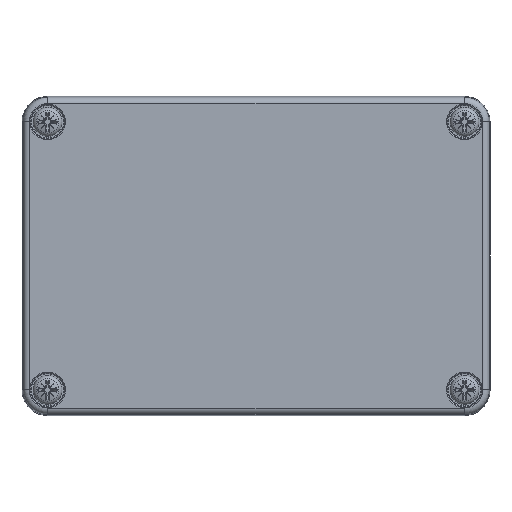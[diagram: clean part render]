
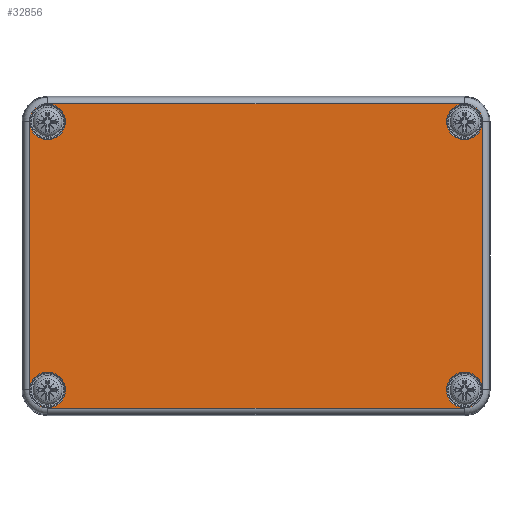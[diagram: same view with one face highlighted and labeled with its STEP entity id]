
A CAD part, top view. The second image highlights one B-rep face of the part: STEP entity #32856.
In plain terms, the highlighted face is planar.
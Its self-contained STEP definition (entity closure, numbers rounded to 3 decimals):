
#32713=CARTESIAN_POINT('',(-53.2,31.5,-15.0));
#32714=VERTEX_POINT('',#32713);
#32715=CARTESIAN_POINT('',(-49.,31.5,-15.0));
#32716=DIRECTION('',(0.0,0.0,-1.0));
#32717=DIRECTION('',(1.0,0.0,0.0));
#32718=AXIS2_PLACEMENT_3D('',#32715,#32716,#32717);
#32719=CIRCLE('',#32718,4.2);
#32720=EDGE_CURVE('',#32714,#32714,#32719,.T.);
#32745=CARTESIAN_POINT('',(0.,0.,-15.0));
#32746=DIRECTION('',(0.0,0.0,1.0));
#32747=DIRECTION('',(1.0,0.0,0.0));
#32748=AXIS2_PLACEMENT_3D('',#32745,#32746,#32747);
#32749=PLANE('',#32748);
#32750=CARTESIAN_POINT('',(53.264,-31.5,-15.0));
#32751=VERTEX_POINT('',#32750);
#32752=CARTESIAN_POINT('',(53.264,31.5,-15.0));
#32753=VERTEX_POINT('',#32752);
#32754=CARTESIAN_POINT('',(53.264,-31.5,-15.0));
#32755=DIRECTION('',(0.0,1.0,0.0));
#32756=VECTOR('',#32755,63.);
#32757=LINE('',#32754,#32756);
#32758=EDGE_CURVE('',#32751,#32753,#32757,.T.);
#32759=ORIENTED_EDGE('',*,*,#32758,.F.);
#32760=CARTESIAN_POINT('',(49.,-35.764,-15.0));
#32761=VERTEX_POINT('',#32760);
#32762=CARTESIAN_POINT('',(49.,-31.5,-15.0));
#32763=DIRECTION('',(0.0,0.0,1.0));
#32764=DIRECTION('',(0.707,-0.707,0.0));
#32765=AXIS2_PLACEMENT_3D('',#32762,#32763,#32764);
#32766=CIRCLE('',#32765,4.264);
#32767=EDGE_CURVE('',#32761,#32751,#32766,.T.);
#32768=ORIENTED_EDGE('',*,*,#32767,.F.);
#32769=CARTESIAN_POINT('',(-49.,-35.764,-15.0));
#32770=VERTEX_POINT('',#32769);
#32771=CARTESIAN_POINT('',(-49.,-35.764,-15.0));
#32772=DIRECTION('',(1.0,0.0,0.0));
#32773=VECTOR('',#32772,98.);
#32774=LINE('',#32771,#32773);
#32775=EDGE_CURVE('',#32770,#32761,#32774,.T.);
#32776=ORIENTED_EDGE('',*,*,#32775,.F.);
#32777=CARTESIAN_POINT('',(-53.264,-31.5,-15.0));
#32778=VERTEX_POINT('',#32777);
#32779=CARTESIAN_POINT('',(-49.,-31.5,-15.0));
#32780=DIRECTION('',(0.0,0.0,1.0));
#32781=DIRECTION('',(-0.707,-0.707,0.0));
#32782=AXIS2_PLACEMENT_3D('',#32779,#32780,#32781);
#32783=CIRCLE('',#32782,4.264);
#32784=EDGE_CURVE('',#32778,#32770,#32783,.T.);
#32785=ORIENTED_EDGE('',*,*,#32784,.F.);
#32786=CARTESIAN_POINT('',(-53.264,31.5,-15.0));
#32787=VERTEX_POINT('',#32786);
#32788=CARTESIAN_POINT('',(-53.264,31.5,-15.0));
#32789=DIRECTION('',(0.0,-1.0,0.0));
#32790=VECTOR('',#32789,63.);
#32791=LINE('',#32788,#32790);
#32792=EDGE_CURVE('',#32787,#32778,#32791,.T.);
#32793=ORIENTED_EDGE('',*,*,#32792,.F.);
#32794=CARTESIAN_POINT('',(-49.,35.764,-15.0));
#32795=VERTEX_POINT('',#32794);
#32796=CARTESIAN_POINT('',(-49.,31.5,-15.0));
#32797=DIRECTION('',(0.0,0.0,1.0));
#32798=DIRECTION('',(-0.707,0.707,0.0));
#32799=AXIS2_PLACEMENT_3D('',#32796,#32797,#32798);
#32800=CIRCLE('',#32799,4.264);
#32801=EDGE_CURVE('',#32795,#32787,#32800,.T.);
#32802=ORIENTED_EDGE('',*,*,#32801,.F.);
#32803=CARTESIAN_POINT('',(49.,35.764,-15.0));
#32804=VERTEX_POINT('',#32803);
#32805=CARTESIAN_POINT('',(49.,35.764,-15.0));
#32806=DIRECTION('',(-1.0,0.0,0.0));
#32807=VECTOR('',#32806,98.);
#32808=LINE('',#32805,#32807);
#32809=EDGE_CURVE('',#32804,#32795,#32808,.T.);
#32810=ORIENTED_EDGE('',*,*,#32809,.F.);
#32811=CARTESIAN_POINT('',(49.,31.5,-15.0));
#32812=DIRECTION('',(0.0,0.0,1.0));
#32813=DIRECTION('',(0.707,0.707,0.0));
#32814=AXIS2_PLACEMENT_3D('',#32811,#32812,#32813);
#32815=CIRCLE('',#32814,4.264);
#32816=EDGE_CURVE('',#32753,#32804,#32815,.T.);
#32817=ORIENTED_EDGE('',*,*,#32816,.F.);
#32818=EDGE_LOOP('',(#32759,#32768,#32776,#32785,#32793,#32802,#32810,#32817));
#32819=FACE_OUTER_BOUND('',#32818,.T.);
#32820=CARTESIAN_POINT('',(44.8,31.5,-15.0));
#32821=VERTEX_POINT('',#32820);
#32822=CARTESIAN_POINT('',(49.,31.5,-15.0));
#32823=DIRECTION('',(0.0,0.0,-1.0));
#32824=DIRECTION('',(1.0,0.0,0.0));
#32825=AXIS2_PLACEMENT_3D('',#32822,#32823,#32824);
#32826=CIRCLE('',#32825,4.2);
#32827=EDGE_CURVE('',#32821,#32821,#32826,.T.);
#32828=ORIENTED_EDGE('',*,*,#32827,.F.);
#32829=EDGE_LOOP('',(#32828));
#32830=FACE_BOUND('',#32829,.T.);
#32831=CARTESIAN_POINT('',(-53.2,-31.5,-15.0));
#32832=VERTEX_POINT('',#32831);
#32833=CARTESIAN_POINT('',(-49.,-31.5,-15.0));
#32834=DIRECTION('',(0.0,0.0,-1.0));
#32835=DIRECTION('',(1.0,0.0,0.0));
#32836=AXIS2_PLACEMENT_3D('',#32833,#32834,#32835);
#32837=CIRCLE('',#32836,4.2);
#32838=EDGE_CURVE('',#32832,#32832,#32837,.T.);
#32839=ORIENTED_EDGE('',*,*,#32838,.F.);
#32840=EDGE_LOOP('',(#32839));
#32841=FACE_BOUND('',#32840,.T.);
#32842=CARTESIAN_POINT('',(44.8,-31.5,-15.0));
#32843=VERTEX_POINT('',#32842);
#32844=CARTESIAN_POINT('',(49.,-31.5,-15.0));
#32845=DIRECTION('',(0.0,0.0,-1.0));
#32846=DIRECTION('',(1.0,0.0,0.0));
#32847=AXIS2_PLACEMENT_3D('',#32844,#32845,#32846);
#32848=CIRCLE('',#32847,4.2);
#32849=EDGE_CURVE('',#32843,#32843,#32848,.T.);
#32850=ORIENTED_EDGE('',*,*,#32849,.F.);
#32851=EDGE_LOOP('',(#32850));
#32852=FACE_BOUND('',#32851,.T.);
#32853=ORIENTED_EDGE('',*,*,#32720,.F.);
#32854=EDGE_LOOP('',(#32853));
#32855=FACE_BOUND('',#32854,.T.);
#32856=ADVANCED_FACE('',(#32819,#32830,#32841,#32852,#32855),#32749,.F.);
